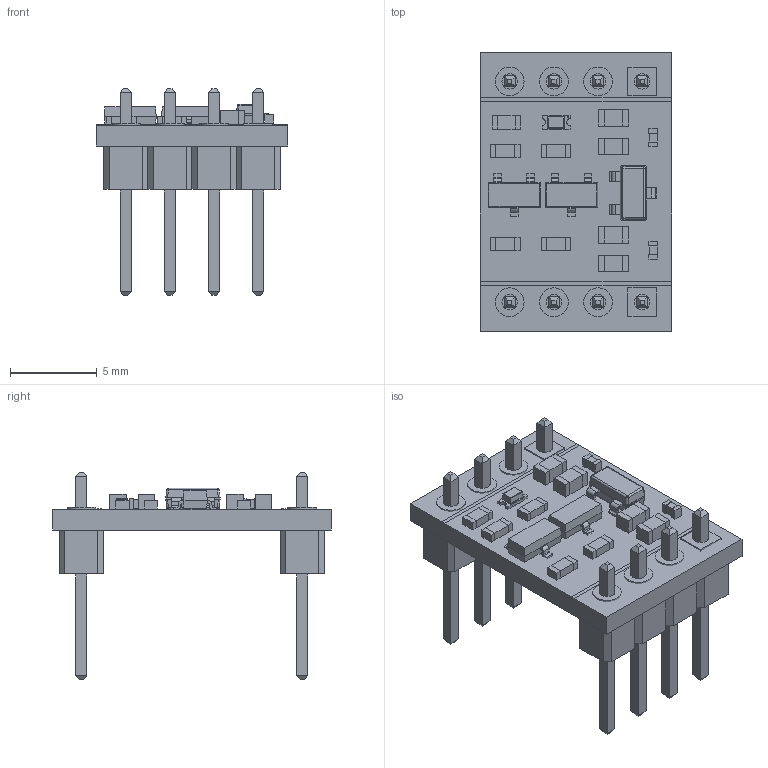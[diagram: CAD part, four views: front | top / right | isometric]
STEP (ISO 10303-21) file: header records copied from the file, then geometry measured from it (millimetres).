
FILE_DESCRIPTION(('FreeCAD Model'),'2;1');
FILE_NAME('Open CASCADE Shape Model','2023-06-12T19:22:41',(''),(''), 'Open CASCADE STEP processor 7.6','FreeCAD','Unknown');
FILE_SCHEMA(('AUTOMOTIVE_DESIGN { 1 0 10303 214 1 1 1 1 }'));
Length unit declared in the file: millimetre
Products named in the file (88): LevelConverter; Extrude; Rectangle; Rectangle001; 5V; GND; HV1; HV2; 3V3; GND001; LV1; LV2; PCB001; Board001; Open CASCADE STEP translator 7.5 1.1.003; D3001; WE-VS_0402_VS002; D2001; P2001; PRECxxxSAAN-RC008; Leg008; Body009; PRECxxxSAAN-RC009; PRECxxxSAAN-RC010; PRECxxxSAAN-RC011; P1001; PRECxxxSAAN-RC012; PRECxxxSAAN-RC013; PRECxxxSAAN-RC014; PRECxxxSAAN-RC015; C4001; 2651955835232; Extruded027; 2651955835232001; 2651955842032; Extruded029; C3001; 2651955835232002; 2651955835232003; 2651955842032001 ...
Assembly tree (126 placements, depth 6):
  LevelConverter
    Extrude
    Rectangle
    Rectangle001
    5V
    GND
    HV1
    HV2
    3V3
    GND001
    LV1
    LV2
    LevelConverter
    PCB001
      Board001
        Open CASCADE STEP translator 7.5 1.1.003
      D3001
        WE-VS_0402_VS002
      D2001
        WE-VS_0402_VS002
      P2001
        PRECxxxSAAN-RC008
          Leg008
          Body009
        PRECxxxSAAN-RC009
          Leg008
          Body009
        PRECxxxSAAN-RC010
          Leg008
          Body009
        PRECxxxSAAN-RC011
          Leg008
          Body009
      P1001
        PRECxxxSAAN-RC012
          Leg008
          Body009
        PRECxxxSAAN-RC013
          Leg008
          Body009
        PRECxxxSAAN-RC014
          Leg008
          Body009
        PRECxxxSAAN-RC015
          Leg008
          Body009
      C4001
        2651955835232
          Extruded027
        2651955835232001
          Extruded027
        2651955842032
          Extruded029
      C3001
        2651955835232002
          Extruded027
        2651955835232003
          Extruded027
        2651955842032001
          Extruded029
Bounding box: 11 x 16 x 11.89 mm (x, y, z)
Volume: 400.8 mm3; surface area: 1291.6 mm2
Topology: 64 solids, 104 shells, 768 faces, 2123 edges, 1520 vertices
Faces by surface type: plane 593, cylinder 95, bspline 72, sphere 8
Full cylindrical faces by diameter (mm): 0.889 x8, 1.016 x8, 1.651 x6
Entity records: 30509 total; most frequent: CARTESIAN_POINT 7302, DIRECTION 3863, LINE 2687, VECTOR 2687, ORIENTED_EDGE 1836, PCURVE 1836, DEFINITIONAL_REPRESENTATION 1836, EDGE_CURVE 1176
